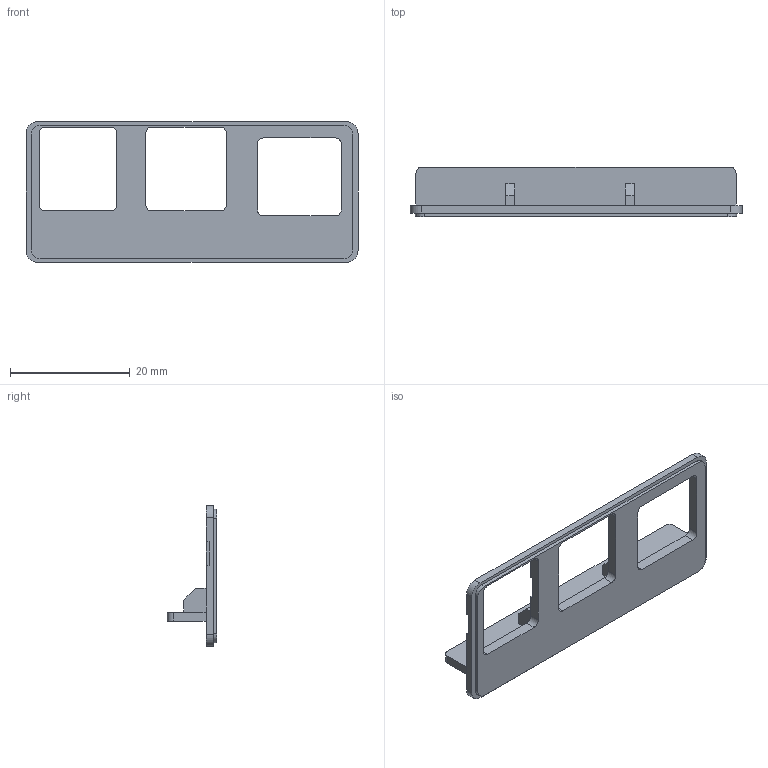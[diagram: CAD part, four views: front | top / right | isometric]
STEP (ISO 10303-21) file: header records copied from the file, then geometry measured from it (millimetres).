
FILE_DESCRIPTION (( 'STEP AP214' ), '1' );
FILE_NAME ('usb-panel-4b.STEP', '2024-06-06T04:25:48', ( '' ), ( '' ), 'SwSTEP 2.0', 'SolidWorks 2024', '' );
FILE_SCHEMA (( 'AUTOMOTIVE_DESIGN' ));
Length unit declared in the file: millimetre
Products named in the file (1): usb-panel-4b
Bounding box: 55.5 x 8.3 x 23.5 mm (x, y, z)
Volume: 1841.3 mm3; surface area: 2818.7 mm2
Topology: 1 solids, 1 shells, 67 faces, 192 edges, 128 vertices
Faces by surface type: plane 45, cylinder 22
Entity records: 2225 total; most frequent: CARTESIAN_POINT 388, ORIENTED_EDGE 384, DIRECTION 372, EDGE_CURVE 192, VECTOR 148, LINE 148, VERTEX_POINT 128, AXIS2_PLACEMENT_3D 112
